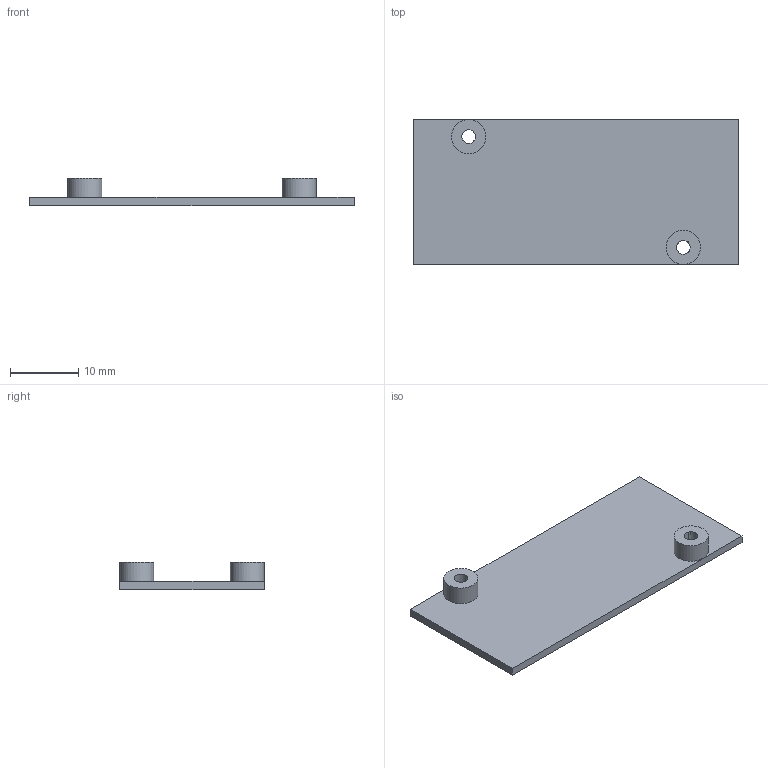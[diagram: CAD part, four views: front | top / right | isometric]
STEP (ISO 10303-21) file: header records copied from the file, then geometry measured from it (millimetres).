
FILE_DESCRIPTION(/* description */ (''),/* implementation_level */ '2;1');
FILE_NAME(/* name */ 'StepDownHolder.step',/* time_stamp */ '2022-02-17T14:22:23+01:00',/* author */ (''),/* organization */ (''),/* preprocessor_version */ 'ST-DEVELOPER v18.1',/* originating_system */ 'Autodesk Translation Framework v10.13.0.1454',/* authorisation */ '');
FILE_SCHEMA (('AUTOMOTIVE_DESIGN { 1 0 10303 214 3 1 1 }'));
Length unit declared in the file: millimetre
Products named in the file (1): (Unsaved)
Bounding box: 47.48 x 21.2 x 4 mm (x, y, z)
Volume: 1292.7 mm3; surface area: 2305.1 mm2
Topology: 1 solids, 1 shells, 15 faces, 37 edges, 24 vertices
Faces by surface type: plane 10, cylinder 5
Full cylindrical faces by diameter (mm): 2 x2, 5 x2
Entity records: 490 total; most frequent: DIRECTION 83, CARTESIAN_POINT 77, ORIENTED_EDGE 74, EDGE_CURVE 37, AXIS2_PLACEMENT_3D 30, VERTEX_POINT 24, LINE 23, VECTOR 23
